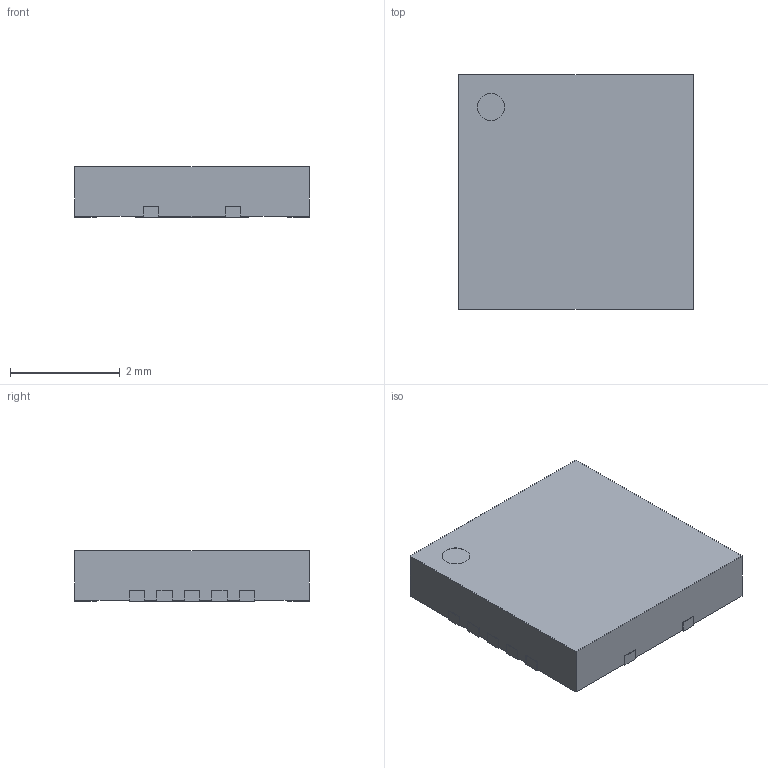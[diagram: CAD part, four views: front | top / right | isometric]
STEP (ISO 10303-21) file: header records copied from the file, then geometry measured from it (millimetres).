
FILE_DESCRIPTION(/* description */ ('model of Texas_S-PVQFN-N14_4.3x4.3_Pitch0.5mm_ThermalPad'),/* implementation_level */ '2;1');
FILE_NAME(/* name */ 'Texas_S-PVQFN-N14_4.3x4.3_Pitch0.5mm_ThermalPad.step',/* time_stamp */ '2017-06-20T22:32:53',/* author */ ('kicad StepUp','ksu'),/* organization */ ('FreeCAD'),/* preprocessor_version */ 'OCC',/* originating_system */ 'kicad StepUp',/* authorisation */ '');
FILE_SCHEMA(('AUTOMOTIVE_DESIGN_CC2 { 1 2 10303 214 -1 1 5 4 }'));
Length unit declared in the file: millimetre
Products named in the file (1): Texas_S_PVQFN_N14_43x43_Pitch05mm_ThermalPad
Bounding box: 4.3 x 4.3 x 0.92 mm (x, y, z)
Volume: 16.6 mm3; surface area: 52.7 mm2
Topology: 1 solids, 1 shells, 98 faces, 282 edges, 188 vertices
Faces by surface type: plane 83, cylinder 15
Full cylindrical faces by diameter (mm): 0.5 x1
Entity records: 3876 total; most frequent: CARTESIAN_POINT 569, ORIENTED_EDGE 564, DIRECTION 510, EDGE_CURVE 282, LINE 252, VECTOR 252, VERTEX_POINT 188, AXIS2_PLACEMENT_3D 129
